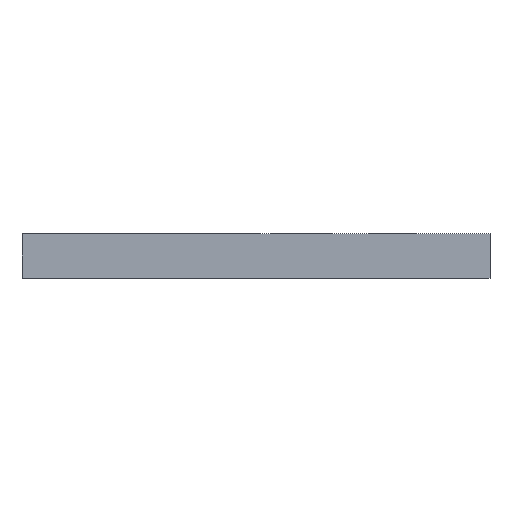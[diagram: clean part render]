
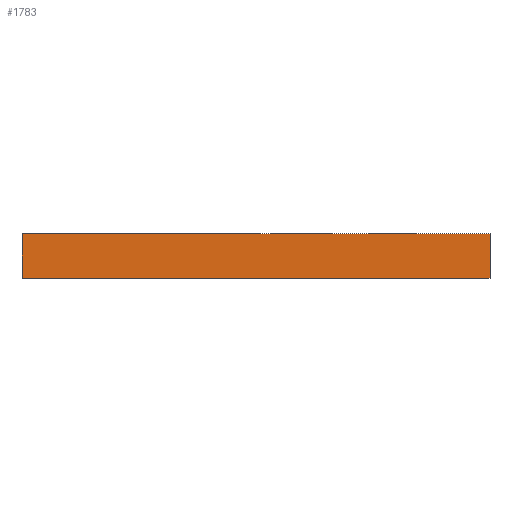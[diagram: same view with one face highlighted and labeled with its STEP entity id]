
A CAD part, front view. The second image highlights one B-rep face of the part: STEP entity #1783.
In plain terms, the highlighted planar face has unit normal (0, -1, 0).
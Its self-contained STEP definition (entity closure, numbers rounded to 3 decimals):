
#83 = PLANE('',#84);
#84 = AXIS2_PLACEMENT_3D('',#85,#86,#87);
#85 = CARTESIAN_POINT('',(-24.875,-12.95,-4.4));
#86 = DIRECTION('',(-1.,0.,0.));
#87 = DIRECTION('',(0.,1.,0.));
#316 = PLANE('',#317);
#317 = AXIS2_PLACEMENT_3D('',#318,#319,#320);
#318 = CARTESIAN_POINT('',(-22.875,12.95,-6.4));
#319 = DIRECTION('',(0.,0.,1.));
#320 = DIRECTION('',(1.,0.,0.));
#672 = VERTEX_POINT('',#673);
#673 = CARTESIAN_POINT('',(-24.875,-14.95,-6.4));
#692 = EDGE_CURVE('',#693,#672,#695,.T.);
#693 = VERTEX_POINT('',#694);
#694 = CARTESIAN_POINT('',(-24.875,-14.95,-1.7));
#695 = SURFACE_CURVE('',#696,(#700,#706),.PCURVE_S1.);
#696 = LINE('',#697,#698);
#697 = CARTESIAN_POINT('',(-24.875,-14.95,-4.4));
#698 = VECTOR('',#699,1.);
#699 = DIRECTION('',(0.,-0.,-1.));
#700 = PCURVE('',#83,#701);
#701 = DEFINITIONAL_REPRESENTATION('',(#702),#705);
#702 = B_SPLINE_CURVE_WITH_KNOTS('',1,(#703,#704),.UNSPECIFIED.,.F.,.F.,
  (2,2),(-120000000.,120000000.),.PIECEWISE_BEZIER_KNOTS.);
#703 = CARTESIAN_POINT('',(-2.,-120000000.));
#704 = CARTESIAN_POINT('',(-2.,120000000.));
#705 = ( GEOMETRIC_REPRESENTATION_CONTEXT(2) 
PARAMETRIC_REPRESENTATION_CONTEXT() REPRESENTATION_CONTEXT('2D SPACE',''
  ) );
#706 = PCURVE('',#707,#712);
#707 = PLANE('',#708);
#708 = AXIS2_PLACEMENT_3D('',#709,#710,#711);
#709 = CARTESIAN_POINT('',(22.875,-14.95,-4.4));
#710 = DIRECTION('',(0.,-1.,0.));
#711 = DIRECTION('',(-1.,0.,0.));
#712 = DEFINITIONAL_REPRESENTATION('',(#713),#716);
#713 = B_SPLINE_CURVE_WITH_KNOTS('',1,(#714,#715),.UNSPECIFIED.,.F.,.F.,
  (2,2),(-120000000.,120000000.),.PIECEWISE_BEZIER_KNOTS.);
#714 = CARTESIAN_POINT('',(47.75,-120000000.));
#715 = CARTESIAN_POINT('',(47.75,120000000.));
#716 = ( GEOMETRIC_REPRESENTATION_CONTEXT(2) 
PARAMETRIC_REPRESENTATION_CONTEXT() REPRESENTATION_CONTEXT('2D SPACE',''
  ) );
#734 = PLANE('',#735);
#735 = AXIS2_PLACEMENT_3D('',#736,#737,#738);
#736 = CARTESIAN_POINT('',(0.,0.,-1.7));
#737 = DIRECTION('',(0.,0.,1.));
#738 = DIRECTION('',(1.,0.,0.));
#803 = EDGE_CURVE('',#804,#672,#806,.T.);
#804 = VERTEX_POINT('',#805);
#805 = CARTESIAN_POINT('',(24.875,-14.95,-6.4));
#806 = SURFACE_CURVE('',#807,(#811,#817),.PCURVE_S1.);
#807 = LINE('',#808,#809);
#808 = CARTESIAN_POINT('',(0.,-14.95,-6.4));
#809 = VECTOR('',#810,1.);
#810 = DIRECTION('',(-1.,0.,0.));
#811 = PCURVE('',#316,#812);
#812 = DEFINITIONAL_REPRESENTATION('',(#813),#816);
#813 = B_SPLINE_CURVE_WITH_KNOTS('',1,(#814,#815),.UNSPECIFIED.,.F.,.F.,
  (2,2),(-119999977.125,119999977.125),
  .PIECEWISE_BEZIER_KNOTS.);
#814 = CARTESIAN_POINT('',(120000000.,-27.9));
#815 = CARTESIAN_POINT('',(-119999954.25,-27.9));
#816 = ( GEOMETRIC_REPRESENTATION_CONTEXT(2) 
PARAMETRIC_REPRESENTATION_CONTEXT() REPRESENTATION_CONTEXT('2D SPACE',''
  ) );
#817 = PCURVE('',#707,#818);
#818 = DEFINITIONAL_REPRESENTATION('',(#819),#822);
#819 = B_SPLINE_CURVE_WITH_KNOTS('',1,(#820,#821),.UNSPECIFIED.,.F.,.F.,
  (2,2),(-119999977.125,119999977.125),
  .PIECEWISE_BEZIER_KNOTS.);
#820 = CARTESIAN_POINT('',(-119999954.25,2.));
#821 = CARTESIAN_POINT('',(120000000.,2.));
#822 = ( GEOMETRIC_REPRESENTATION_CONTEXT(2) 
PARAMETRIC_REPRESENTATION_CONTEXT() REPRESENTATION_CONTEXT('2D SPACE',''
  ) );
#839 = PLANE('',#840);
#840 = AXIS2_PLACEMENT_3D('',#841,#842,#843);
#841 = CARTESIAN_POINT('',(24.875,12.95,-4.4));
#842 = DIRECTION('',(1.,0.,0.));
#843 = DIRECTION('',(0.,-1.,0.));
#1640 = EDGE_CURVE('',#1641,#693,#1643,.T.);
#1641 = VERTEX_POINT('',#1642);
#1642 = CARTESIAN_POINT('',(24.875,-14.95,-1.7));
#1643 = SURFACE_CURVE('',#1644,(#1648,#1655),.PCURVE_S1.);
#1644 = LINE('',#1645,#1646);
#1645 = CARTESIAN_POINT('',(24.875,-14.95,-1.7));
#1646 = VECTOR('',#1647,1.);
#1647 = DIRECTION('',(-1.,0.,0.));
#1648 = PCURVE('',#734,#1649);
#1649 = DEFINITIONAL_REPRESENTATION('',(#1650),#1654);
#1650 = LINE('',#1651,#1652);
#1651 = CARTESIAN_POINT('',(24.875,-14.95));
#1652 = VECTOR('',#1653,1.);
#1653 = DIRECTION('',(-1.,0.));
#1654 = ( GEOMETRIC_REPRESENTATION_CONTEXT(2) 
PARAMETRIC_REPRESENTATION_CONTEXT() REPRESENTATION_CONTEXT('2D SPACE',''
  ) );
#1655 = PCURVE('',#707,#1656);
#1656 = DEFINITIONAL_REPRESENTATION('',(#1657),#1661);
#1657 = LINE('',#1658,#1659);
#1658 = CARTESIAN_POINT('',(-2.,-2.7));
#1659 = VECTOR('',#1660,1.);
#1660 = DIRECTION('',(1.,0.));
#1661 = ( GEOMETRIC_REPRESENTATION_CONTEXT(2) 
PARAMETRIC_REPRESENTATION_CONTEXT() REPRESENTATION_CONTEXT('2D SPACE',''
  ) );
#1783 = ADVANCED_FACE('',(#1784),#707,.T.);
#1784 = FACE_BOUND('',#1785,.T.);
#1785 = EDGE_LOOP('',(#1786,#1805,#1806,#1807));
#1786 = ORIENTED_EDGE('',*,*,#1787,.F.);
#1787 = EDGE_CURVE('',#1641,#804,#1788,.T.);
#1788 = SURFACE_CURVE('',#1789,(#1793,#1799),.PCURVE_S1.);
#1789 = LINE('',#1790,#1791);
#1790 = CARTESIAN_POINT('',(24.875,-14.95,-4.4));
#1791 = VECTOR('',#1792,1.);
#1792 = DIRECTION('',(0.,0.,-1.));
#1793 = PCURVE('',#707,#1794);
#1794 = DEFINITIONAL_REPRESENTATION('',(#1795),#1798);
#1795 = B_SPLINE_CURVE_WITH_KNOTS('',1,(#1796,#1797),.UNSPECIFIED.,.F.,
  .F.,(2,2),(-120000000.,120000000.),.PIECEWISE_BEZIER_KNOTS.);
#1796 = CARTESIAN_POINT('',(-2.,-120000000.));
#1797 = CARTESIAN_POINT('',(-2.,120000000.));
#1798 = ( GEOMETRIC_REPRESENTATION_CONTEXT(2) 
PARAMETRIC_REPRESENTATION_CONTEXT() REPRESENTATION_CONTEXT('2D SPACE',''
  ) );
#1799 = PCURVE('',#839,#1800);
#1800 = DEFINITIONAL_REPRESENTATION('',(#1801),#1804);
#1801 = B_SPLINE_CURVE_WITH_KNOTS('',1,(#1802,#1803),.UNSPECIFIED.,.F.,
  .F.,(2,2),(-120000000.,120000000.),.PIECEWISE_BEZIER_KNOTS.);
#1802 = CARTESIAN_POINT('',(27.9,-120000000.));
#1803 = CARTESIAN_POINT('',(27.9,120000000.));
#1804 = ( GEOMETRIC_REPRESENTATION_CONTEXT(2) 
PARAMETRIC_REPRESENTATION_CONTEXT() REPRESENTATION_CONTEXT('2D SPACE',''
  ) );
#1805 = ORIENTED_EDGE('',*,*,#1640,.T.);
#1806 = ORIENTED_EDGE('',*,*,#692,.T.);
#1807 = ORIENTED_EDGE('',*,*,#803,.F.);
